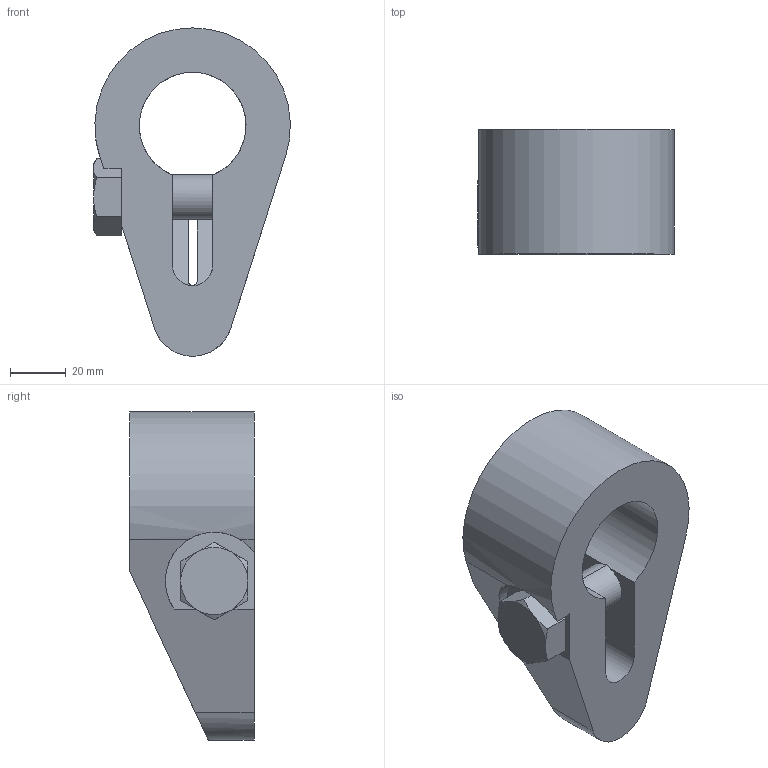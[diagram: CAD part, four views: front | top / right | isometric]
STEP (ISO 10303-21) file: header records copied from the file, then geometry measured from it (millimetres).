
FILE_DESCRIPTION((''),'2;1');
FILE_NAME('ILC91522106','2005-04-11T',('KR'),(''),'PRO/ENGINEER BY PARAMETRIC TECHNOLOGY CORPORATION, 2004290','PRO/ENGINEER BY PARAMETRIC TECHNOLOGY CORPORATION, 2004290','');
FILE_SCHEMA(('AUTOMOTIVE_DESIGN_CC2 { 1 2 10303 214 -1 1 5 2 }'));
Length unit declared in the file: inch
Products named in the file (1): ILC91522106
Bounding box: 70.26 x 44.45 x 117.27 mm (x, y, z)
Volume: 162541.9 mm3; surface area: 31583.6 mm2
Topology: 1 solids, 1 shells, 41 faces, 111 edges, 71 vertices
Faces by surface type: plane 23, cylinder 12, cone 6
Entity records: 2046 total; most frequent: CARTESIAN_POINT 400, ORIENTED_EDGE 222, DIRECTION 187, PRESENTATION_STYLE_ASSIGNMENT 127, STYLED_ITEM 112, CURVE_STYLE 111, EDGE_CURVE 111, COLOUR_RGB 105
